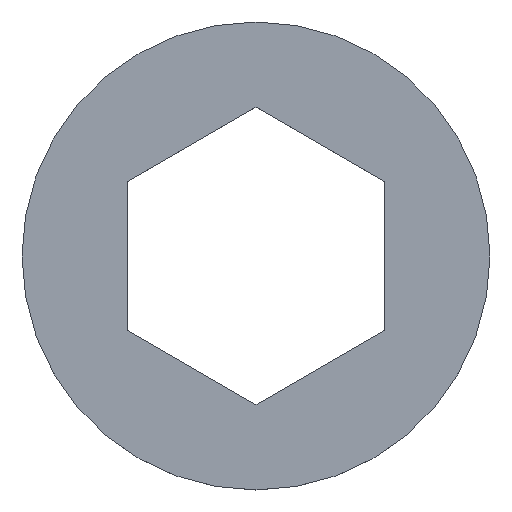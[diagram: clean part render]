
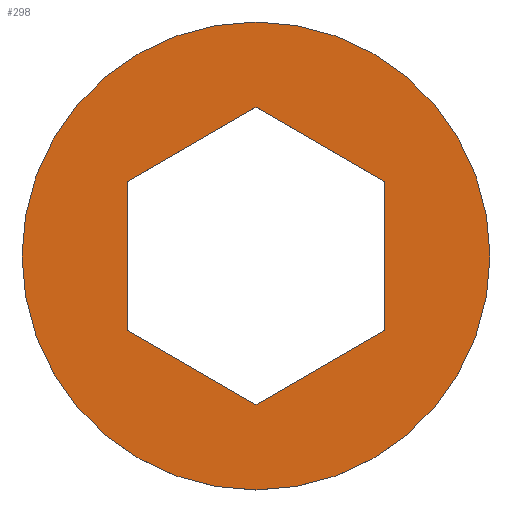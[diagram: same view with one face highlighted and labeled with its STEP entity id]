
A CAD part, top view. The second image highlights one B-rep face of the part: STEP entity #298.
In plain terms, the highlighted planar face has unit normal (0, 0, 1).
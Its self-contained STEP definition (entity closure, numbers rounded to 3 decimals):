
#1 = VERTEX_POINT ( 'NONE', #247 ) ;
#4 = EDGE_CURVE ( 'NONE', #272, #297, #169, .T. ) ;
#9 = VECTOR ( 'NONE', #314, 1000. ) ;
#11 = EDGE_CURVE ( 'NONE', #297, #34, #145, .T. ) ;
#20 = CARTESIAN_POINT ( 'NONE',  ( -25.05, -14.463, 2.5 ) ) ;
#26 = EDGE_CURVE ( 'NONE', #127, #181, #100, .T. ) ;
#28 = VECTOR ( 'NONE', #165, 1000. ) ;
#34 = VERTEX_POINT ( 'NONE', #304 ) ;
#40 = EDGE_LOOP ( 'NONE', ( #369, #351, #121, #277, #237, #283 ) ) ;
#43 = DIRECTION ( 'NONE',  ( 0.866, 0.5, 0. ) ) ;
#48 = DIRECTION ( 'NONE',  ( 0., -1., 0. ) ) ;
#50 = FACE_OUTER_BOUND ( 'NONE', #156, .T. ) ;
#73 = AXIS2_PLACEMENT_3D ( 'NONE', #182, #263, #91 ) ;
#75 = DIRECTION ( 'NONE',  ( 1., 0., 0. ) ) ;
#81 = CARTESIAN_POINT ( 'NONE',  ( 0., 0., 2.5 ) ) ;
#88 = EDGE_CURVE ( 'NONE', #34, #127, #292, .T. ) ;
#91 = DIRECTION ( 'NONE',  ( 1., 0., 0. ) ) ;
#93 = AXIS2_PLACEMENT_3D ( 'NONE', #81, #367, #310 ) ;
#97 = VECTOR ( 'NONE', #303, 1000. ) ;
#100 = LINE ( 'NONE', #139, #28 ) ;
#110 = CARTESIAN_POINT ( 'NONE',  ( 45.5, 0., 2.5 ) ) ;
#111 = LINE ( 'NONE', #20, #9 ) ;
#121 = ORIENTED_EDGE ( 'NONE', *, *, #11, .F. ) ;
#127 = VERTEX_POINT ( 'NONE', #144 ) ;
#136 = CARTESIAN_POINT ( 'NONE',  ( 25.05, -14.463, 2.5 ) ) ;
#139 = CARTESIAN_POINT ( 'NONE',  ( 0., 28.925, 2.5 ) ) ;
#140 = FACE_BOUND ( 'NONE', #40, .T. ) ;
#144 = CARTESIAN_POINT ( 'NONE',  ( 0., 28.925, 2.5 ) ) ;
#145 = LINE ( 'NONE', #136, #246 ) ;
#156 = EDGE_LOOP ( 'NONE', ( #305, #163 ) ) ;
#160 = AXIS2_PLACEMENT_3D ( 'NONE', #274, #248, #75 ) ;
#163 = ORIENTED_EDGE ( 'NONE', *, *, #373, .T. ) ;
#165 = DIRECTION ( 'NONE',  ( -0.866, -0.5, 0. ) ) ;
#169 = LINE ( 'NONE', #191, #213 ) ;
#181 = VERTEX_POINT ( 'NONE', #251 ) ;
#182 = CARTESIAN_POINT ( 'NONE',  ( 0., 0., 2.5 ) ) ;
#183 = EDGE_CURVE ( 'NONE', #225, #244, #270, .T. ) ;
#191 = CARTESIAN_POINT ( 'NONE',  ( 0., -28.925, 2.5 ) ) ;
#196 = VECTOR ( 'NONE', #48, 1000. ) ;
#213 = VECTOR ( 'NONE', #43, 1000. ) ;
#225 = VERTEX_POINT ( 'NONE', #307 ) ;
#227 = CARTESIAN_POINT ( 'NONE',  ( 0., -28.925, 2.5 ) ) ;
#229 = PLANE ( 'NONE',  #93 ) ;
#237 = ORIENTED_EDGE ( 'NONE', *, *, #324, .F. ) ;
#242 = DIRECTION ( 'NONE',  ( 0., 1., 0. ) ) ;
#244 = VERTEX_POINT ( 'NONE', #110 ) ;
#246 = VECTOR ( 'NONE', #242, 1000. ) ;
#247 = CARTESIAN_POINT ( 'NONE',  ( -25.05, -14.463, 2.5 ) ) ;
#248 = DIRECTION ( 'NONE',  ( 0., 0., 1. ) ) ;
#251 = CARTESIAN_POINT ( 'NONE',  ( -25.05, 14.463, 2.5 ) ) ;
#258 = CARTESIAN_POINT ( 'NONE',  ( 25.05, -14.463, 2.5 ) ) ;
#263 = DIRECTION ( 'NONE',  ( 0., 0., 1. ) ) ;
#270 = CIRCLE ( 'NONE', #160, 45.5 ) ;
#272 = VERTEX_POINT ( 'NONE', #227 ) ;
#274 = CARTESIAN_POINT ( 'NONE',  ( 0., 0., 2.5 ) ) ;
#277 = ORIENTED_EDGE ( 'NONE', *, *, #4, .F. ) ;
#283 = ORIENTED_EDGE ( 'NONE', *, *, #290, .F. ) ;
#290 = EDGE_CURVE ( 'NONE', #181, #1, #350, .T. ) ;
#292 = LINE ( 'NONE', #364, #97 ) ;
#297 = VERTEX_POINT ( 'NONE', #258 ) ;
#298 = ADVANCED_FACE ( 'NONE', ( #50, #140 ), #229, .T. ) ;
#303 = DIRECTION ( 'NONE',  ( -0.866, 0.5, 0. ) ) ;
#304 = CARTESIAN_POINT ( 'NONE',  ( 25.05, 14.463, 2.5 ) ) ;
#305 = ORIENTED_EDGE ( 'NONE', *, *, #183, .T. ) ;
#307 = CARTESIAN_POINT ( 'NONE',  ( -45.5, 0., 2.5 ) ) ;
#310 = DIRECTION ( 'NONE',  ( 1., 0., 0. ) ) ;
#314 = DIRECTION ( 'NONE',  ( 0.866, -0.5, 0. ) ) ;
#324 = EDGE_CURVE ( 'NONE', #1, #272, #111, .T. ) ;
#337 = CIRCLE ( 'NONE', #73, 45.5 ) ;
#350 = LINE ( 'NONE', #371, #196 ) ;
#351 = ORIENTED_EDGE ( 'NONE', *, *, #88, .F. ) ;
#364 = CARTESIAN_POINT ( 'NONE',  ( 25.05, 14.463, 2.5 ) ) ;
#367 = DIRECTION ( 'NONE',  ( 0., 0., 1. ) ) ;
#369 = ORIENTED_EDGE ( 'NONE', *, *, #26, .F. ) ;
#371 = CARTESIAN_POINT ( 'NONE',  ( -25.05, 14.463, 2.5 ) ) ;
#373 = EDGE_CURVE ( 'NONE', #244, #225, #337, .T. ) ;
